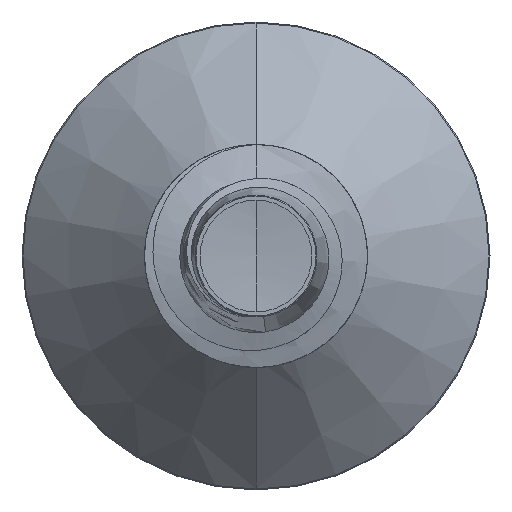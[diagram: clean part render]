
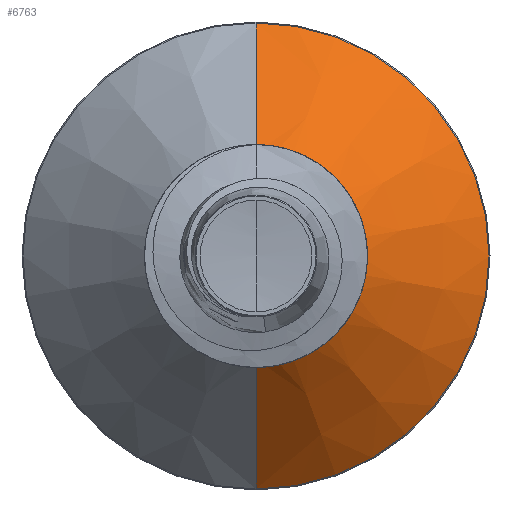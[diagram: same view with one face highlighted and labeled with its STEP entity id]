
A CAD part, front view. The second image highlights one B-rep face of the part: STEP entity #6763.
In plain terms, the highlighted conical face has half-angle 45 degrees and reference radius 1.857 mm.
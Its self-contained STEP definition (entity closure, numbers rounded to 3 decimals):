
#1098 = CIRCLE ( 'NONE', #3153, 1.857 ) ;
#1761 = VERTEX_POINT ( 'NONE', #11917 ) ;
#2686 = EDGE_LOOP ( 'NONE', ( #11329, #24829, #3997, #24720 ) ) ;
#3047 = CARTESIAN_POINT ( 'NONE',  ( 0., 16.957, -1.857 ) ) ;
#3153 = AXIS2_PLACEMENT_3D ( 'NONE', #17543, #5435, #19371 ) ;
#3804 = AXIS2_PLACEMENT_3D ( 'NONE', #10390, #22951, #12447 ) ;
#3997 = ORIENTED_EDGE ( 'NONE', *, *, #20691, .F. ) ;
#4922 = LINE ( 'NONE', #3047, #5678 ) ;
#5435 = DIRECTION ( 'NONE',  ( 0., 1., 0. ) ) ;
#5678 = VECTOR ( 'NONE', #13949, 1000. ) ;
#6763 = ADVANCED_FACE ( 'NONE', ( #23129 ), #16626, .T. ) ;
#7836 = VERTEX_POINT ( 'NONE', #16679 ) ;
#10390 = CARTESIAN_POINT ( 'NONE',  ( 0., 19.282, 0. ) ) ;
#10837 = LINE ( 'NONE', #19900, #24211 ) ;
#11329 = ORIENTED_EDGE ( 'NONE', *, *, #21785, .T. ) ;
#11917 = CARTESIAN_POINT ( 'NONE',  ( 0., 19.282, -4.182 ) ) ;
#12143 = CIRCLE ( 'NONE', #3804, 4.182 ) ;
#12447 = DIRECTION ( 'NONE',  ( 0., 0., 1. ) ) ;
#12598 = DIRECTION ( 'NONE',  ( 0., 0.707, 0.707 ) ) ;
#13949 = DIRECTION ( 'NONE',  ( 0., 0.707, -0.707 ) ) ;
#15906 = AXIS2_PLACEMENT_3D ( 'NONE', #17082, #17088, #17034 ) ;
#16626 = CONICAL_SURFACE ( 'NONE', #15906, 1.857, 0.785 ) ;
#16679 = CARTESIAN_POINT ( 'NONE',  ( 0., 16.957, 1.857 ) ) ;
#17034 = DIRECTION ( 'NONE',  ( 0., 0., 1. ) ) ;
#17082 = CARTESIAN_POINT ( 'NONE',  ( 0., 16.957, 0. ) ) ;
#17088 = DIRECTION ( 'NONE',  ( 0., 1., 0. ) ) ;
#17543 = CARTESIAN_POINT ( 'NONE',  ( 0., 16.957, 0. ) ) ;
#17620 = VERTEX_POINT ( 'NONE', #21652 ) ;
#19184 = VERTEX_POINT ( 'NONE', #21845 ) ;
#19371 = DIRECTION ( 'NONE',  ( 0., 0., 1. ) ) ;
#19900 = CARTESIAN_POINT ( 'NONE',  ( 0., 16.957, 1.857 ) ) ;
#20691 = EDGE_CURVE ( 'NONE', #19184, #1761, #12143, .T. ) ;
#20876 = EDGE_CURVE ( 'NONE', #7836, #19184, #10837, .T. ) ;
#21652 = CARTESIAN_POINT ( 'NONE',  ( 0., 16.957, -1.857 ) ) ;
#21785 = EDGE_CURVE ( 'NONE', #7836, #17620, #1098, .T. ) ;
#21845 = CARTESIAN_POINT ( 'NONE',  ( 0., 19.282, 4.182 ) ) ;
#22951 = DIRECTION ( 'NONE',  ( 0., 1., 0. ) ) ;
#23129 = FACE_OUTER_BOUND ( 'NONE', #2686, .T. ) ;
#23375 = EDGE_CURVE ( 'NONE', #17620, #1761, #4922, .T. ) ;
#24211 = VECTOR ( 'NONE', #12598, 1000. ) ;
#24720 = ORIENTED_EDGE ( 'NONE', *, *, #20876, .F. ) ;
#24829 = ORIENTED_EDGE ( 'NONE', *, *, #23375, .T. ) ;
